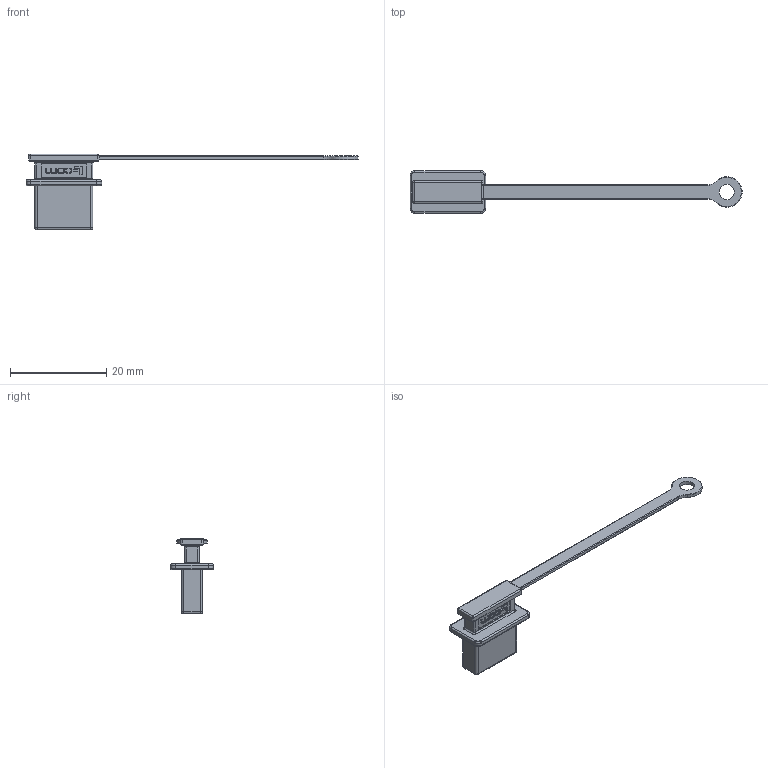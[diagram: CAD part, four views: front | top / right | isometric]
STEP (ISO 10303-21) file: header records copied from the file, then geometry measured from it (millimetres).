
FILE_DESCRIPTION (( 'STEP AP214' ), '1' );
FILE_NAME ('CAP-A-USB-LAN.STEP', '2012-12-04T16:13:07', ( 'x' ), ( '' ), 'SwSTEP 2.0', 'SolidWorks 2012', '' );
FILE_SCHEMA (( 'AUTOMOTIVE_DESIGN' ));
Length unit declared in the file: inch
Products named in the file (1): CAP-A-USB-LAN
Bounding box: 69.14 x 8.89 x 15.75 mm (x, y, z)
Volume: 818.3 mm3; surface area: 1507.8 mm2
Topology: 1 solids, 1 shells, 296 faces, 744 edges, 456 vertices
Faces by surface type: plane 137, cylinder 65, bspline 52, torus 34, sphere 8
Entity records: 8984 total; most frequent: CARTESIAN_POINT 2177, ORIENTED_EDGE 1464, DIRECTION 1286, EDGE_CURVE 732, VECTOR 460, LINE 460, VERTEX_POINT 456, AXIS2_PLACEMENT_3D 413
